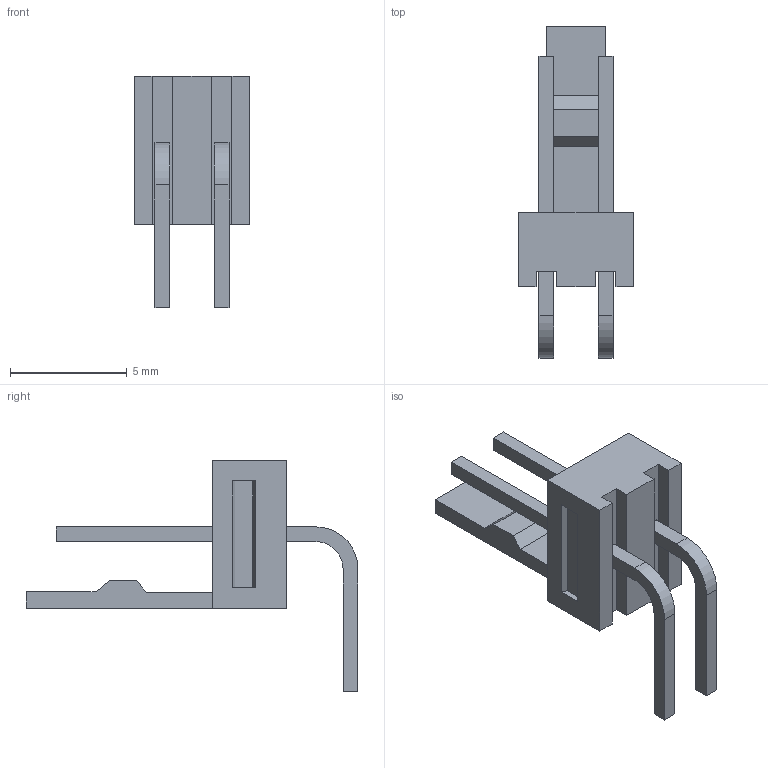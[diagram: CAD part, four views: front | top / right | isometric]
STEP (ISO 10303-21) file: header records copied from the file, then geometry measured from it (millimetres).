
FILE_DESCRIPTION(/* description */ (''),/* implementation_level */ '2;1');
FILE_NAME(/* name */ '2-pin, 2.54 mm, right-angle wire-to-board connector (Farnell MC34641) v2.step',/* time_stamp */ '2018-11-21T00:35:29+00:00',/* author */ ('marco.aita'),/* organization */ (''),/* preprocessor_version */ 'ST-DEVELOPER v17.2',/* originating_system */ 'Autodesk Translation Framework v7.6.0.251',/* authorisation */ '');
FILE_SCHEMA (('AUTOMOTIVE_DESIGN { 1 0 10303 214 3 1 1 }'));
Length unit declared in the file: millimetre
Products named in the file (1): 2-pin, 2.54 mm, right-angle wire-to-board connector (Farnell MC34641)
Bounding box: 4.93 x 14.23 x 9.93 mm (x, y, z)
Volume: 119.5 mm3; surface area: 314.5 mm2
Topology: 3 solids, 3 shells, 60 faces, 156 edges, 104 vertices
Faces by surface type: plane 56, cylinder 4
Entity records: 1861 total; most frequent: CARTESIAN_POINT 321, ORIENTED_EDGE 312, DIRECTION 286, EDGE_CURVE 156, LINE 148, VECTOR 148, VERTEX_POINT 104, AXIS2_PLACEMENT_3D 69
